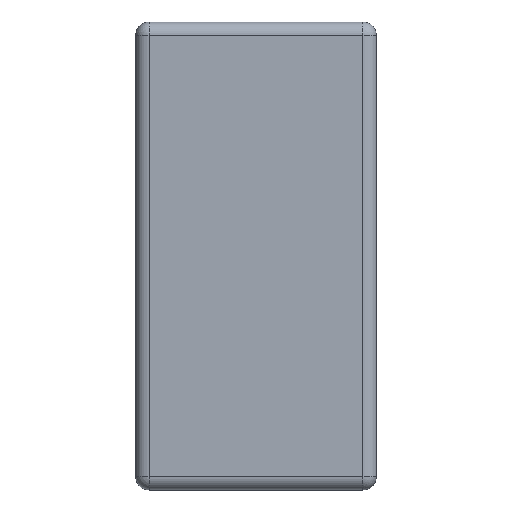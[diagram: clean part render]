
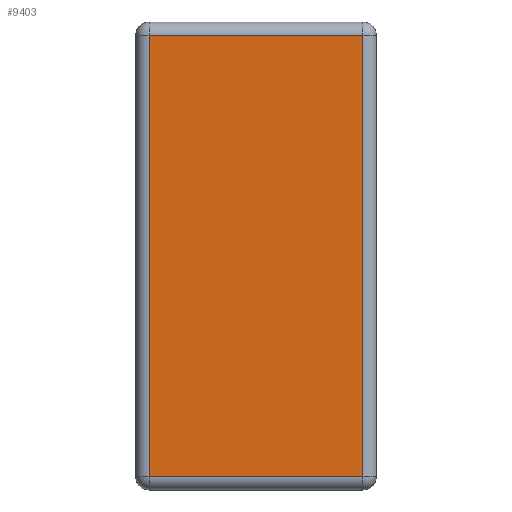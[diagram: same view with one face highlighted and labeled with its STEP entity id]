
A CAD part, front view. The second image highlights one B-rep face of the part: STEP entity #9403.
In plain terms, the highlighted planar face has unit normal (0, -1, 0).
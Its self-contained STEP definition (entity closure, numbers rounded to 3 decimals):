
#104=PLANE('',#10050);
#530=FACE_OUTER_BOUND('',#1102,.T.);
#1102=EDGE_LOOP('',(#6484,#6485,#6486,#6487));
#2446=LINE('',#14722,#3105);
#2450=LINE('',#14738,#3109);
#2454=LINE('',#14747,#3113);
#2458=LINE('',#14756,#3117);
#3105=VECTOR('',#11252,10.);
#3109=VECTOR('',#11270,10.);
#3113=VECTOR('',#11280,10.);
#3117=VECTOR('',#11290,10.);
#3800=VERTEX_POINT('',#14695);
#3804=VERTEX_POINT('',#14707);
#3807=VERTEX_POINT('',#14714);
#3812=VERTEX_POINT('',#14730);
#4815=EDGE_CURVE('',#3807,#3800,#2446,.T.);
#4823=EDGE_CURVE('',#3812,#3807,#2450,.T.);
#4828=EDGE_CURVE('',#3804,#3812,#2454,.T.);
#4833=EDGE_CURVE('',#3800,#3804,#2458,.T.);
#6484=ORIENTED_EDGE('',*,*,#4815,.F.);
#6485=ORIENTED_EDGE('',*,*,#4823,.F.);
#6486=ORIENTED_EDGE('',*,*,#4828,.F.);
#6487=ORIENTED_EDGE('',*,*,#4833,.F.);
#9403=ADVANCED_FACE('',(#530),#104,.F.);
#10050=AXIS2_PLACEMENT_3D('',#14761,#11297,#11298);
#11252=DIRECTION('',(0.,0.,-1.));
#11270=DIRECTION('',(1.,0.,0.));
#11280=DIRECTION('',(0.,0.,1.));
#11290=DIRECTION('',(-1.,0.,0.));
#11297=DIRECTION('center_axis',(0.,1.,0.));
#11298=DIRECTION('ref_axis',(0.,0.,1.));
#14695=CARTESIAN_POINT('',(32.,-2.,-52.));
#14707=CARTESIAN_POINT('',(0.,-2.,-52.));
#14714=CARTESIAN_POINT('',(32.,-2.,14.));
#14722=CARTESIAN_POINT('',(32.,-2.,-23.375));
#14730=CARTESIAN_POINT('',(0.,-2.,14.));
#14738=CARTESIAN_POINT('',(25.,-2.,14.));
#14747=CARTESIAN_POINT('',(0.,-2.,-40.875));
#14756=CARTESIAN_POINT('',(25.,-2.,-52.));
#14761=CARTESIAN_POINT('Origin',(28.,-2.,-27.75));
